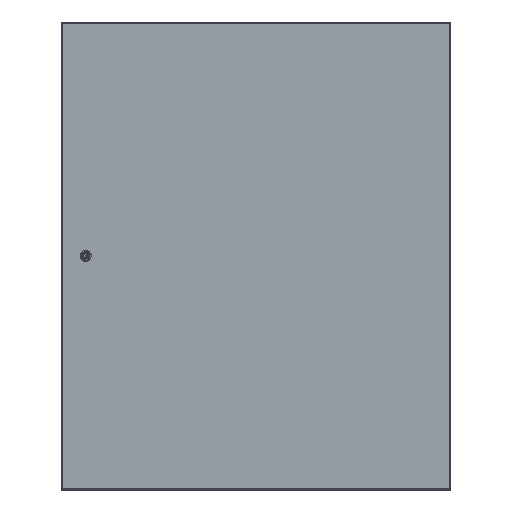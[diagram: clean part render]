
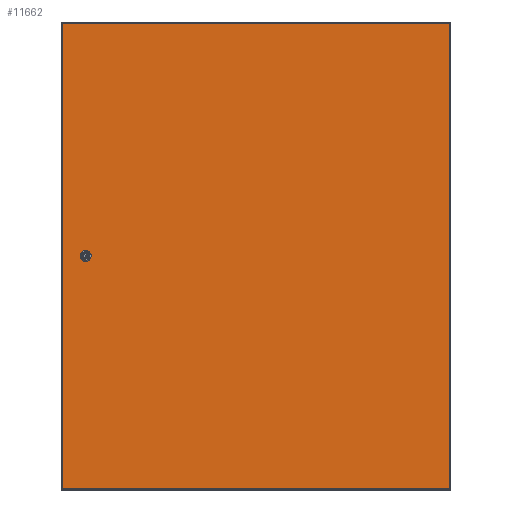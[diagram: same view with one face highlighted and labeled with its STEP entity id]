
A CAD part, top view. The second image highlights one B-rep face of the part: STEP entity #11662.
In plain terms, the highlighted planar face has unit normal (0, 0, 1).
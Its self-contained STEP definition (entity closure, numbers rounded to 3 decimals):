
#7 = VECTOR ( 'NONE', #5707, 1000. ) ;
#369 = CARTESIAN_POINT ( 'NONE',  ( 0., 0., 17.5 ) ) ;
#443 = ORIENTED_EDGE ( 'NONE', *, *, #30335, .T. ) ;
#535 = CARTESIAN_POINT ( 'NONE',  ( 73.05, 605.056, 17.5 ) ) ;
#702 = ORIENTED_EDGE ( 'NONE', *, *, #14778, .F. ) ;
#882 = AXIS2_PLACEMENT_3D ( 'NONE', #28102, #3739, #20251 ) ;
#922 = VECTOR ( 'NONE', #23308, 1000. ) ;
#1725 = ORIENTED_EDGE ( 'NONE', *, *, #48100, .F. ) ;
#2033 = EDGE_CURVE ( 'NONE', #7754, #40347, #24210, .T. ) ;
#2538 = DIRECTION ( 'NONE',  ( 1., 0., 0. ) ) ;
#2989 = EDGE_CURVE ( 'NONE', #26668, #39075, #10308, .T. ) ;
#3739 = DIRECTION ( 'NONE',  ( 0., 0., 1. ) ) ;
#5524 = VERTEX_POINT ( 'NONE', #43755 ) ;
#5707 = DIRECTION ( 'NONE',  ( 0., -1., 0. ) ) ;
#6279 = EDGE_CURVE ( 'NONE', #5524, #33860, #30840, .T. ) ;
#6572 = CARTESIAN_POINT ( 'NONE',  ( 73.05, 594.944, 17.5 ) ) ;
#6639 = VECTOR ( 'NONE', #48573, 1000. ) ;
#6865 = EDGE_CURVE ( 'NONE', #15828, #28064, #13303, .T. ) ;
#7268 = LINE ( 'NONE', #32176, #6639 ) ;
#7746 = CARTESIAN_POINT ( 'NONE',  ( 997., 3., 17.5 ) ) ;
#7754 = VERTEX_POINT ( 'NONE', #48691 ) ;
#8232 = DIRECTION ( 'NONE',  ( 0., 0., 1. ) ) ;
#9531 = ORIENTED_EDGE ( 'NONE', *, *, #6279, .F. ) ;
#9832 = VECTOR ( 'NONE', #2538, 1000. ) ;
#10308 = CIRCLE ( 'NONE', #42389, 11.25 ) ;
#10358 = DIRECTION ( 'NONE',  ( 1., 0., 0. ) ) ;
#10857 = EDGE_CURVE ( 'NONE', #40347, #5524, #41810, .T. ) ;
#11662 = ADVANCED_FACE ( 'NONE', ( #29041, #45678 ), #20917, .T. ) ;
#11979 = CARTESIAN_POINT ( 'NONE',  ( 3., 1197., 17.5 ) ) ;
#12749 = EDGE_CURVE ( 'NONE', #38358, #15828, #40158, .T. ) ;
#13303 = LINE ( 'NONE', #29831, #922 ) ;
#13550 = CARTESIAN_POINT ( 'NONE',  ( 52.95, 594.944, 17.5 ) ) ;
#14368 = CARTESIAN_POINT ( 'NONE',  ( 52.95, 605.056, 17.5 ) ) ;
#14433 = LINE ( 'NONE', #53089, #28409 ) ;
#14778 = EDGE_CURVE ( 'NONE', #16705, #35596, #51497, .T. ) ;
#15756 = ORIENTED_EDGE ( 'NONE', *, *, #10857, .F. ) ;
#15788 = DIRECTION ( 'NONE',  ( -1., 0., 0. ) ) ;
#15828 = VERTEX_POINT ( 'NONE', #52668 ) ;
#16556 = VECTOR ( 'NONE', #22834, 1000. ) ;
#16705 = VERTEX_POINT ( 'NONE', #535 ) ;
#16870 = DIRECTION ( 'NONE',  ( 0., 0., 1. ) ) ;
#17523 = EDGE_CURVE ( 'NONE', #31024, #38358, #36426, .T. ) ;
#18230 = AXIS2_PLACEMENT_3D ( 'NONE', #369, #16870, #50063 ) ;
#18397 = ORIENTED_EDGE ( 'NONE', *, *, #17523, .T. ) ;
#19054 = CARTESIAN_POINT ( 'NONE',  ( 68.056, 589.95, 17.5 ) ) ;
#19554 = CARTESIAN_POINT ( 'NONE',  ( 57.944, 589.95, 17.5 ) ) ;
#19721 = DIRECTION ( 'NONE',  ( 0., 0., 1. ) ) ;
#20251 = DIRECTION ( 'NONE',  ( 1., 0., 0. ) ) ;
#20816 = CARTESIAN_POINT ( 'NONE',  ( 73.05, 594.944, 17.5 ) ) ;
#20917 = PLANE ( 'NONE',  #18230 ) ;
#21693 = ORIENTED_EDGE ( 'NONE', *, *, #2989, .F. ) ;
#22834 = DIRECTION ( 'NONE',  ( 0., 1., 0. ) ) ;
#23308 = DIRECTION ( 'NONE',  ( -1., 0., 0. ) ) ;
#24210 = CIRCLE ( 'NONE', #882, 11.25 ) ;
#25005 = EDGE_CURVE ( 'NONE', #39075, #16705, #35326, .T. ) ;
#25377 = AXIS2_PLACEMENT_3D ( 'NONE', #35311, #39702, #10358 ) ;
#26668 = VERTEX_POINT ( 'NONE', #19054 ) ;
#26713 = DIRECTION ( 'NONE',  ( 1., 0., 0. ) ) ;
#28064 = VERTEX_POINT ( 'NONE', #11979 ) ;
#28102 = CARTESIAN_POINT ( 'NONE',  ( 63., 600., 17.5 ) ) ;
#28247 = AXIS2_PLACEMENT_3D ( 'NONE', #49281, #8232, #36739 ) ;
#28409 = VECTOR ( 'NONE', #15788, 1000. ) ;
#28592 = ORIENTED_EDGE ( 'NONE', *, *, #12749, .T. ) ;
#29041 = FACE_BOUND ( 'NONE', #45020, .T. ) ;
#29831 = CARTESIAN_POINT ( 'NONE',  ( 3., 1197., 17.5 ) ) ;
#30083 = VECTOR ( 'NONE', #26713, 1000. ) ;
#30335 = EDGE_CURVE ( 'NONE', #28064, #31024, #7268, .T. ) ;
#30840 = CIRCLE ( 'NONE', #28247, 11.25 ) ;
#31024 = VERTEX_POINT ( 'NONE', #32596 ) ;
#31130 = DIRECTION ( 'NONE',  ( 0., 1., 0. ) ) ;
#32176 = CARTESIAN_POINT ( 'NONE',  ( 3., 1197., 17.5 ) ) ;
#32596 = CARTESIAN_POINT ( 'NONE',  ( 3., 3., 17.5 ) ) ;
#33860 = VERTEX_POINT ( 'NONE', #19554 ) ;
#35311 = CARTESIAN_POINT ( 'NONE',  ( 63., 600., 17.5 ) ) ;
#35326 = LINE ( 'NONE', #6572, #16556 ) ;
#35596 = VERTEX_POINT ( 'NONE', #47206 ) ;
#35667 = LINE ( 'NONE', #48214, #30083 ) ;
#35694 = VECTOR ( 'NONE', #31130, 1000. ) ;
#36426 = LINE ( 'NONE', #53086, #9832 ) ;
#36739 = DIRECTION ( 'NONE',  ( 1., 0., 0. ) ) ;
#37179 = ORIENTED_EDGE ( 'NONE', *, *, #48608, .F. ) ;
#37487 = EDGE_LOOP ( 'NONE', ( #443, #18397, #28592, #41535 ) ) ;
#37815 = ORIENTED_EDGE ( 'NONE', *, *, #25005, .F. ) ;
#38358 = VERTEX_POINT ( 'NONE', #7746 ) ;
#39075 = VERTEX_POINT ( 'NONE', #20816 ) ;
#39702 = DIRECTION ( 'NONE',  ( 0., 0., 1. ) ) ;
#40158 = LINE ( 'NONE', #52182, #35694 ) ;
#40347 = VERTEX_POINT ( 'NONE', #14368 ) ;
#40408 = DIRECTION ( 'NONE',  ( 1., 0., 0. ) ) ;
#41535 = ORIENTED_EDGE ( 'NONE', *, *, #6865, .T. ) ;
#41810 = LINE ( 'NONE', #13550, #7 ) ;
#42389 = AXIS2_PLACEMENT_3D ( 'NONE', #44469, #19721, #40408 ) ;
#43755 = CARTESIAN_POINT ( 'NONE',  ( 52.95, 594.944, 17.5 ) ) ;
#44469 = CARTESIAN_POINT ( 'NONE',  ( 63., 600., 17.5 ) ) ;
#45020 = EDGE_LOOP ( 'NONE', ( #702, #37815, #21693, #1725, #9531, #15756, #48649, #37179 ) ) ;
#45678 = FACE_OUTER_BOUND ( 'NONE', #37487, .T. ) ;
#47206 = CARTESIAN_POINT ( 'NONE',  ( 68.056, 610.05, 17.5 ) ) ;
#48100 = EDGE_CURVE ( 'NONE', #33860, #26668, #35667, .T. ) ;
#48214 = CARTESIAN_POINT ( 'NONE',  ( 68.056, 589.95, 17.5 ) ) ;
#48573 = DIRECTION ( 'NONE',  ( 0., -1., 0. ) ) ;
#48608 = EDGE_CURVE ( 'NONE', #35596, #7754, #14433, .T. ) ;
#48649 = ORIENTED_EDGE ( 'NONE', *, *, #2033, .F. ) ;
#48691 = CARTESIAN_POINT ( 'NONE',  ( 57.944, 610.05, 17.5 ) ) ;
#49281 = CARTESIAN_POINT ( 'NONE',  ( 63., 600., 17.5 ) ) ;
#50063 = DIRECTION ( 'NONE',  ( 1., 0., 0. ) ) ;
#51497 = CIRCLE ( 'NONE', #25377, 11.25 ) ;
#52182 = CARTESIAN_POINT ( 'NONE',  ( 997., 1197., 17.5 ) ) ;
#52668 = CARTESIAN_POINT ( 'NONE',  ( 997., 1197., 17.5 ) ) ;
#53086 = CARTESIAN_POINT ( 'NONE',  ( 3., 3., 17.5 ) ) ;
#53089 = CARTESIAN_POINT ( 'NONE',  ( 68.056, 610.05, 17.5 ) ) ;
